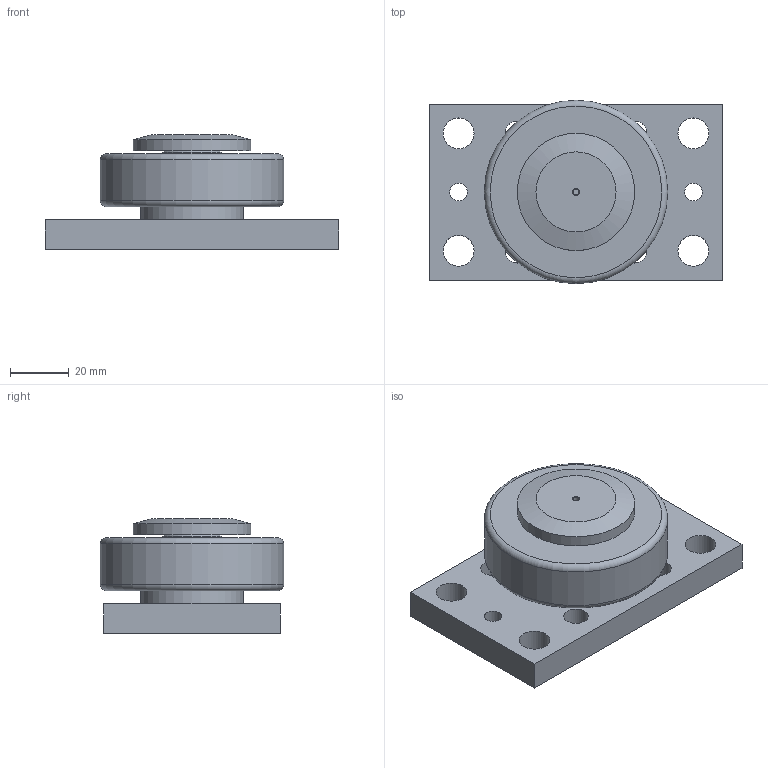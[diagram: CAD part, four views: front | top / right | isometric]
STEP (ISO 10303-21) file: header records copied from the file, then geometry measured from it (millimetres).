
FILE_DESCRIPTION(/* description */ ('-','CAx-IF Rec.Pracs.---Representation and Presentation of Product Manufacturing Information (PMI)---4.0---2014-10-13'),/* implementation_level */ '2;1');
FILE_NAME(/* name */ 'a2fcb139-0471-466b-a8ee-7b3b9bb3fdd3.stp',/* time_stamp */ '2020-04-01T16:04:04+02:00',/* author */ ('-'),/* organization */ ('NTI CADcenter A/S'),/* preprocessor_version */ 'ST-DEVELOPER v18',/* originating_system */ 'Autodesk Inventor 2020',/* authorisation */ '-');
FILE_SCHEMA (('AP242_MANAGED_MODEL_BASED_3D_ENGINEERING_MIM_LF { 1 0 10303 442 1 1 4 }'));
Length unit declared in the file: millimetre
Products named in the file (1): AS 060.0360 BR1100_Kontur
Bounding box: 100 x 62.5 x 39 mm (x, y, z)
Volume: 118265.3 mm3; surface area: 27435.7 mm2
Topology: 1 solids, 1 shells, 35 faces, 90 edges, 64 vertices
Faces by surface type: cylinder 16, plane 13, cone 4, torus 2
Full cylindrical faces by diameter (mm): 2 x1, 6 x2, 6.647 x1, 8.376 x4, 10.5 x4, 20 x1, 35 x1, 40 x1, 62.5 x1
Entity records: 1199 total; most frequent: DIRECTION 220, CARTESIAN_POINT 190, ORIENTED_EDGE 180, AXIS2_PLACEMENT_3D 94, EDGE_CURVE 90, VERTEX_POINT 64, EDGE_LOOP 62, CIRCLE 58
